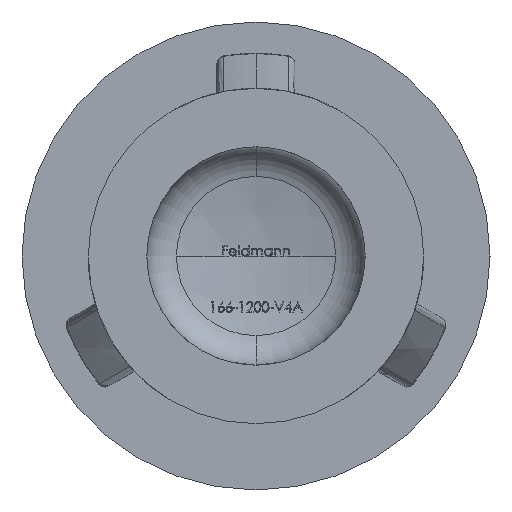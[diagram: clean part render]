
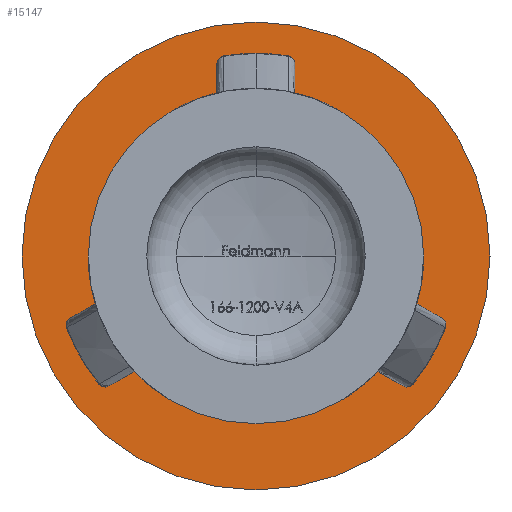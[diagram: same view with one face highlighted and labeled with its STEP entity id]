
A CAD part, front view. The second image highlights one B-rep face of the part: STEP entity #15147.
In plain terms, the highlighted planar face has unit normal (0, -1, 0).
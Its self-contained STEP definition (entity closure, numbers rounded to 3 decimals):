
#34 = AXIS2_PLACEMENT_3D ( 'NONE', #9651, #2134, #12189 ) ;
#50 = CARTESIAN_POINT ( 'NONE',  ( 0., 9., 0. ) ) ;
#719 = AXIS2_PLACEMENT_3D ( 'NONE', #2821, #13717, #7921 ) ;
#732 = CIRCLE ( 'NONE', #16148, 4.3 ) ;
#1451 = DIRECTION ( 'NONE',  ( 0., -1., 0. ) ) ;
#1507 = CARTESIAN_POINT ( 'NONE',  ( 0., 9., 6. ) ) ;
#1779 = FACE_OUTER_BOUND ( 'NONE', #1810, .T. ) ;
#1810 = EDGE_LOOP ( 'NONE', ( #9754, #16052 ) ) ;
#2134 = DIRECTION ( 'NONE',  ( 0., 1., 0. ) ) ;
#2575 = DIRECTION ( 'NONE',  ( 0., -1., 0. ) ) ;
#2582 = AXIS2_PLACEMENT_3D ( 'NONE', #3821, #1451, #11364 ) ;
#2821 = CARTESIAN_POINT ( 'NONE',  ( 0., 9., 0. ) ) ;
#3791 = DIRECTION ( 'NONE',  ( 0., -1., 0. ) ) ;
#3821 = CARTESIAN_POINT ( 'NONE',  ( 0., 9., 0. ) ) ;
#3843 = DIRECTION ( 'NONE',  ( 0., 0., -1. ) ) ;
#3871 = CARTESIAN_POINT ( 'NONE',  ( 0., 9., -6. ) ) ;
#3937 = FACE_BOUND ( 'NONE', #13764, .T. ) ;
#6008 = PLANE ( 'NONE',  #34 ) ;
#6200 = ORIENTED_EDGE ( 'NONE', *, *, #7956, .F. ) ;
#7192 = EDGE_CURVE ( 'NONE', #14845, #12470, #9953, .T. ) ;
#7394 = CARTESIAN_POINT ( 'NONE',  ( 0., 9., 0. ) ) ;
#7921 = DIRECTION ( 'NONE',  ( 0., 0., -1. ) ) ;
#7956 = EDGE_CURVE ( 'NONE', #12470, #14845, #732, .T. ) ;
#8474 = VERTEX_POINT ( 'NONE', #3871 ) ;
#8566 = CARTESIAN_POINT ( 'NONE',  ( 0., 9., 4.3 ) ) ;
#9651 = CARTESIAN_POINT ( 'NONE',  ( 0., 9., 0. ) ) ;
#9754 = ORIENTED_EDGE ( 'NONE', *, *, #11622, .T. ) ;
#9953 = CIRCLE ( 'NONE', #10934, 4.3 ) ;
#10056 = DIRECTION ( 'NONE',  ( 0., 0., -1. ) ) ;
#10224 = VERTEX_POINT ( 'NONE', #1507 ) ;
#10871 = CIRCLE ( 'NONE', #719, 6. ) ;
#10934 = AXIS2_PLACEMENT_3D ( 'NONE', #50, #2575, #3843 ) ;
#11364 = DIRECTION ( 'NONE',  ( 0., 0., -1. ) ) ;
#11622 = EDGE_CURVE ( 'NONE', #8474, #10224, #10871, .T. ) ;
#12189 = DIRECTION ( 'NONE',  ( 0., 0., 1. ) ) ;
#12470 = VERTEX_POINT ( 'NONE', #13613 ) ;
#12530 = EDGE_CURVE ( 'NONE', #10224, #8474, #13595, .T. ) ;
#13595 = CIRCLE ( 'NONE', #2582, 6. ) ;
#13613 = CARTESIAN_POINT ( 'NONE',  ( 0., 9., -4.3 ) ) ;
#13717 = DIRECTION ( 'NONE',  ( 0., -1., 0. ) ) ;
#13764 = EDGE_LOOP ( 'NONE', ( #6200, #15249 ) ) ;
#14845 = VERTEX_POINT ( 'NONE', #8566 ) ;
#15147 = ADVANCED_FACE ( 'NONE', ( #3937, #1779 ), #6008, .F. ) ;
#15249 = ORIENTED_EDGE ( 'NONE', *, *, #7192, .F. ) ;
#16052 = ORIENTED_EDGE ( 'NONE', *, *, #12530, .T. ) ;
#16148 = AXIS2_PLACEMENT_3D ( 'NONE', #7394, #3791, #10056 ) ;
